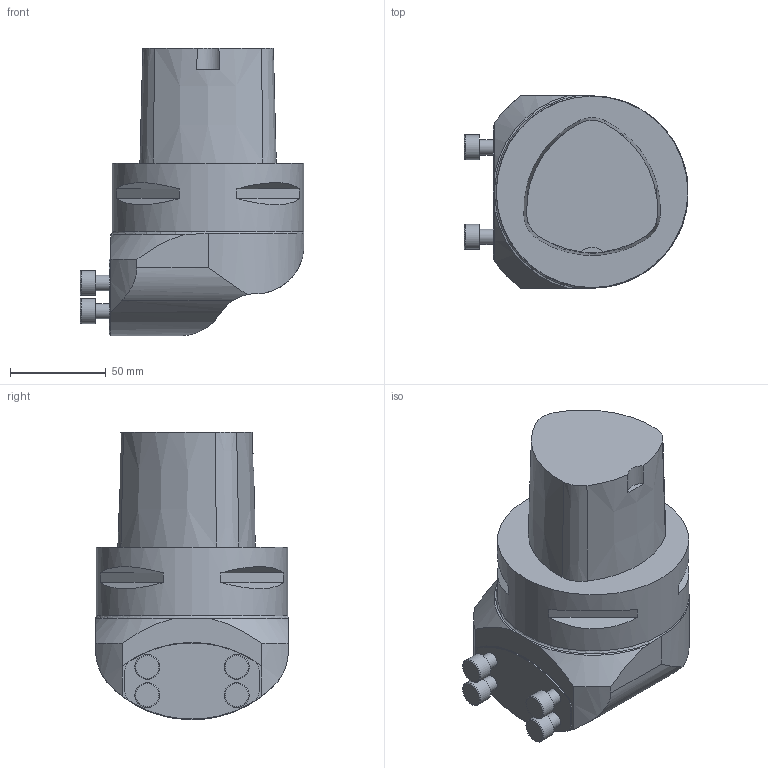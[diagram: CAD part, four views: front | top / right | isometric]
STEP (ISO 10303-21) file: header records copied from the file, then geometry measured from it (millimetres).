
FILE_DESCRIPTION(/* description */ (''),/* implementation_level */ '2;1');
FILE_NAME(/* name */ '1524139919563.stp',/* time_stamp */ '2018-04-19T14:12:08+02:00',/* author */ (''),/* organization */ ('SMS'),/* preprocessor_version */ 'ST-DEVELOPER v15',/* originating_system */ 'SIEMENS PLM Software NX 8.5',/* authorisation */ '');
FILE_SCHEMA (('AUTOMOTIVE_DESIGN { 1 0 10303 214 3 1 1 1 }'));
Length unit declared in the file: millimetre
Products named in the file (1): 112029770mod000_00
Bounding box: 116.8 x 100.5 x 150.25 mm (x, y, z)
Volume: 868294.5 mm3; surface area: 57655.6 mm2
Topology: 1 solids, 1 shells, 73 faces, 166 edges, 112 vertices
Faces by surface type: plane 31, cylinder 27, cone 10, torus 5
Full cylindrical faces by diameter (mm): 8 x4, 13 x4, 100 x1
Entity records: 2160 total; most frequent: CARTESIAN_POINT 495, DIRECTION 343, ORIENTED_EDGE 306, EDGE_CURVE 153, AXIS2_PLACEMENT_3D 146, VERTEX_POINT 109, EDGE_LOOP 100, ADVANCED_FACE 73
